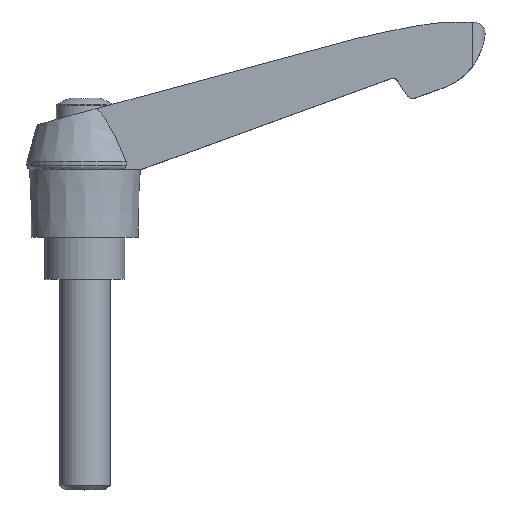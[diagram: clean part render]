
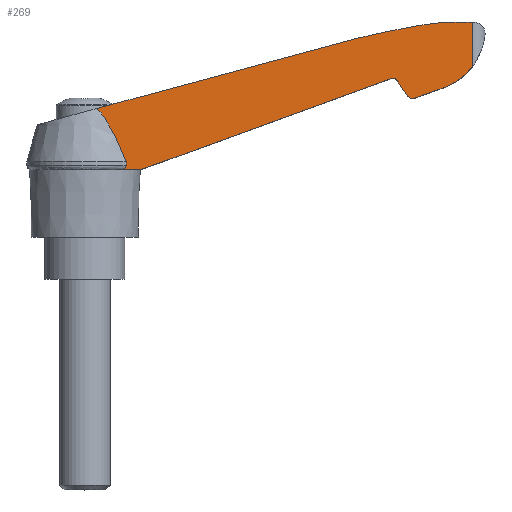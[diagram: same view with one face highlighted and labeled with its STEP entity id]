
A CAD part, top view. The second image highlights one B-rep face of the part: STEP entity #269.
In plain terms, the highlighted planar face has unit normal (0.037, 0, 0.999).
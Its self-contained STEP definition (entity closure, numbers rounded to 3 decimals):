
#269 = ADVANCED_FACE( '', ( #541 ), #542, .F. );
#541 = FACE_OUTER_BOUND( '', #805, .T. );
#542 = PLANE( '', #806 );
#805 = EDGE_LOOP( '', ( #1563, #1564, #1565, #1566, #1567, #1568, #1569, #1570, #1571, #1572, #1573, #1574, #1575, #1576, #1577 ) );
#806 = AXIS2_PLACEMENT_3D( '', #1578, #1579, #1580 );
#1563 = ORIENTED_EDGE( '', *, *, #1888, .F. );
#1564 = ORIENTED_EDGE( '', *, *, #1826, .T. );
#1565 = ORIENTED_EDGE( '', *, *, #1619, .F. );
#1566 = ORIENTED_EDGE( '', *, *, #1796, .F. );
#1567 = ORIENTED_EDGE( '', *, *, #1871, .T. );
#1568 = ORIENTED_EDGE( '', *, *, #1786, .F. );
#1569 = ORIENTED_EDGE( '', *, *, #1730, .F. );
#1570 = ORIENTED_EDGE( '', *, *, #1654, .F. );
#1571 = ORIENTED_EDGE( '', *, *, #1815, .F. );
#1572 = ORIENTED_EDGE( '', *, *, #1877, .F. );
#1573 = ORIENTED_EDGE( '', *, *, #1606, .F. );
#1574 = ORIENTED_EDGE( '', *, *, #1666, .F. );
#1575 = ORIENTED_EDGE( '', *, *, #1863, .F. );
#1576 = ORIENTED_EDGE( '', *, *, #1801, .F. );
#1577 = ORIENTED_EDGE( '', *, *, #1696, .F. );
#1578 = CARTESIAN_POINT( '', ( 0., 66., 10.001 ) );
#1579 = DIRECTION( '', ( -0.037, 0., -0.999 ) );
#1580 = DIRECTION( '', ( -0.999, 0., 0.037 ) );
#1606 = EDGE_CURVE( '', #1924, #1926, #1927, .T. );
#1619 = EDGE_CURVE( '', #1949, #1950, #1951, .T. );
#1654 = EDGE_CURVE( '', #2009, #2011, #2012, .T. );
#1666 = EDGE_CURVE( '', #2028, #1924, #2030, .T. );
#1696 = EDGE_CURVE( '', #2077, #2073, #2079, .T. );
#1730 = EDGE_CURVE( '', #2011, #2129, #2133, .T. );
#1786 = EDGE_CURVE( '', #2129, #2207, #2216, .T. );
#1796 = EDGE_CURVE( '', #2228, #1949, #2230, .T. );
#1801 = EDGE_CURVE( '', #2073, #2237, #2238, .T. );
#1815 = EDGE_CURVE( '', #2257, #2009, #2259, .T. );
#1826 = EDGE_CURVE( '', #2272, #1950, #2273, .T. );
#1863 = EDGE_CURVE( '', #2237, #2028, #2319, .T. );
#1871 = EDGE_CURVE( '', #2228, #2207, #2327, .T. );
#1877 = EDGE_CURVE( '', #1926, #2257, #2333, .T. );
#1888 = EDGE_CURVE( '', #2272, #2077, #2344, .T. );
#1924 = VERTEX_POINT( '', #2396 );
#1926 = VERTEX_POINT( '', #2399 );
#1927 = ELLIPSE( '', #2400, 53.036, 53. );
#1949 = VERTEX_POINT( '', #2430 );
#1950 = VERTEX_POINT( '', #2431 );
#1951 = LINE( '', #2432, #2433 );
#2009 = VERTEX_POINT( '', #2517 );
#2011 = VERTEX_POINT( '', #2520 );
#2012 = LINE( '', #2521, #2522 );
#2028 = VERTEX_POINT( '', #2544 );
#2030 = ELLIPSE( '', #2547, 50.034, 50. );
#2073 = VERTEX_POINT( '', #2638 );
#2077 = VERTEX_POINT( '', #2657 );
#2079 = B_SPLINE_CURVE_WITH_KNOTS( '', 3, ( #2659, #2660, #2661, #2662, #2663, #2664, #2665, #2666, #2667, #2668, #2669, #2670 ), .UNSPECIFIED., .F., .F., ( 4, 2, 2, 2, 2, 4 ), ( 0., 0.004, 0.007, 0.011, 0.013, 0.015 ), .UNSPECIFIED. );
#2129 = VERTEX_POINT( '', #2739 );
#2133 = ELLIPSE( '', #2744, 1.401, 1.4 );
#2207 = VERTEX_POINT( '', #2838 );
#2216 = LINE( '', #2850, #2851 );
#2228 = VERTEX_POINT( '', #2866 );
#2230 = LINE( '', #2869, #2870 );
#2237 = VERTEX_POINT( '', #2880 );
#2238 = LINE( '', #2881, #2882 );
#2257 = VERTEX_POINT( '', #2935 );
#2259 = ELLIPSE( '', #2954, 15.01, 15. );
#2272 = VERTEX_POINT( '', #2970 );
#2273 = B_SPLINE_CURVE_WITH_KNOTS( '', 3, ( #2971, #2972, #2973, #2974, #2975, #2976, #2977, #2978, #2979, #2980 ), .UNSPECIFIED., .F., .F., ( 4, 2, 2, 2, 4 ), ( 0., 0., 0.001, 0.001, 0.001 ), .UNSPECIFIED. );
#2319 = ELLIPSE( '', #3046, 198.134, 198. );
#2327 = ELLIPSE( '', #3057, 1.001, 1. );
#2333 = LINE( '', #3065, #3066 );
#2344 = LINE( '', #3078, #3079 );
#2396 = CARTESIAN_POINT( '', ( 86.8, 61., 6.802 ) );
#2399 = CARTESIAN_POINT( '', ( 92.014, 61.014, 6.61 ) );
#2400 = AXIS2_PLACEMENT_3D( '', #3110, #3111, #3112 );
#2430 = CARTESIAN_POINT( '', ( 13.3, 26., 9.511 ) );
#2431 = CARTESIAN_POINT( '', ( 8.937, 26., 9.672 ) );
#2432 = CARTESIAN_POINT( '', ( -0.138, 26., 10.006 ) );
#2433 = VECTOR( '', #3130, 1000. );
#2517 = CARTESIAN_POINT( '', ( 85.5, 45.584, 6.85 ) );
#2520 = CARTESIAN_POINT( '', ( 78.31, 42.967, 7.115 ) );
#2521 = CARTESIAN_POINT( '', ( 78.094, 42.889, 7.123 ) );
#2522 = VECTOR( '', #3173, 1000. );
#2544 = CARTESIAN_POINT( '', ( 81., 60.5, 7.016 ) );
#2547 = AXIS2_PLACEMENT_3D( '', #3187, #3188, #3189 );
#2638 = CARTESIAN_POINT( '', ( 2.857, 40.522, 9.896 ) );
#2657 = CARTESIAN_POINT( '', ( 9.805, 27.9, 9.64 ) );
#2659 = CARTESIAN_POINT( '', ( 9.805, 27.9, 9.64 ) );
#2660 = CARTESIAN_POINT( '', ( 9.358, 29.024, 9.656 ) );
#2661 = CARTESIAN_POINT( '', ( 8.897, 30.142, 9.673 ) );
#2662 = CARTESIAN_POINT( '', ( 7.932, 32.359, 9.709 ) );
#2663 = CARTESIAN_POINT( '', ( 7.427, 33.459, 9.727 ) );
#2664 = CARTESIAN_POINT( '', ( 6.346, 35.622, 9.767 ) );
#2665 = CARTESIAN_POINT( '', ( 5.77, 36.689, 9.789 ) );
#2666 = CARTESIAN_POINT( '', ( 4.799, 38.218, 9.824 ) );
#2667 = CARTESIAN_POINT( '', ( 4.457, 38.716, 9.837 ) );
#2668 = CARTESIAN_POINT( '', ( 3.71, 39.669, 9.865 ) );
#2669 = CARTESIAN_POINT( '', ( 3.309, 40.121, 9.879 ) );
#2670 = CARTESIAN_POINT( '', ( 2.857, 40.522, 9.896 ) );
#2739 = CARTESIAN_POINT( '', ( 76.684, 43.48, 7.175 ) );
#2744 = AXIS2_PLACEMENT_3D( '', #3254, #3255, #3256 );
#2838 = CARTESIAN_POINT( '', ( 74.005, 47.306, 7.274 ) );
#2850 = CARTESIAN_POINT( '', ( 73.926, 47.418, 7.277 ) );
#2851 = VECTOR( '', #3340, 1000. );
#2866 = CARTESIAN_POINT( '', ( 72.844, 47.672, 7.317 ) );
#2869 = CARTESIAN_POINT( '', ( 13.162, 25.95, 9.516 ) );
#2870 = VECTOR( '', #3351, 1000. );
#2880 = CARTESIAN_POINT( '', ( 64.3, 57.1, 7.631 ) );
#2881 = CARTESIAN_POINT( '', ( 64.09, 57.044, 7.639 ) );
#2882 = VECTOR( '', #3355, 1000. );
#2935 = CARTESIAN_POINT( '', ( 92.014, 50.509, 6.61 ) );
#2954 = AXIS2_PLACEMENT_3D( '', #3371, #3372, #3373 );
#2970 = CARTESIAN_POINT( '', ( 9.805, 27.006, 9.64 ) );
#2971 = CARTESIAN_POINT( '', ( 9.805, 27.006, 9.64 ) );
#2972 = CARTESIAN_POINT( '', ( 9.784, 26.892, 9.641 ) );
#2973 = CARTESIAN_POINT( '', ( 9.745, 26.785, 9.642 ) );
#2974 = CARTESIAN_POINT( '', ( 9.637, 26.582, 9.646 ) );
#2975 = CARTESIAN_POINT( '', ( 9.569, 26.488, 9.649 ) );
#2976 = CARTESIAN_POINT( '', ( 9.414, 26.319, 9.654 ) );
#2977 = CARTESIAN_POINT( '', ( 9.326, 26.243, 9.658 ) );
#2978 = CARTESIAN_POINT( '', ( 9.14, 26.109, 9.664 ) );
#2979 = CARTESIAN_POINT( '', ( 9.041, 26.051, 9.668 ) );
#2980 = CARTESIAN_POINT( '', ( 8.937, 26., 9.672 ) );
#3046 = AXIS2_PLACEMENT_3D( '', #3435, #3436, #3437 );
#3057 = AXIS2_PLACEMENT_3D( '', #3441, #3442, #3443 );
#3065 = CARTESIAN_POINT( '', ( 92.014, 66., 6.61 ) );
#3066 = VECTOR( '', #3446, 1000. );
#3078 = CARTESIAN_POINT( '', ( 9.805, 78.207, 9.64 ) );
#3079 = VECTOR( '', #3454, 1000. );
#3110 = CARTESIAN_POINT( '', ( 89.547, 8.071, 6.701 ) );
#3111 = DIRECTION( '', ( -0.037, 0., -0.999 ) );
#3112 = DIRECTION( '', ( 0.999, 0., -0.037 ) );
#3130 = DIRECTION( '', ( -0.999, 0., 0.037 ) );
#3173 = DIRECTION( '', ( -0.939, -0.342, 0.035 ) );
#3187 = CARTESIAN_POINT( '', ( 88.187, 11.019, 6.751 ) );
#3188 = DIRECTION( '', ( -0.037, 0., -0.999 ) );
#3189 = DIRECTION( '', ( 0.999, 0., -0.037 ) );
#3254 = CARTESIAN_POINT( '', ( 77.831, 44.283, 7.133 ) );
#3255 = DIRECTION( '', ( -0.037, 0., -0.999 ) );
#3256 = DIRECTION( '', ( 0.999, 0., -0.037 ) );
#3340 = DIRECTION( '', ( -0.573, 0.819, 0.021 ) );
#3351 = DIRECTION( '', ( -0.939, -0.342, 0.035 ) );
#3355 = DIRECTION( '', ( 0.965, 0.26, -0.036 ) );
#3371 = CARTESIAN_POINT( '', ( 80.053, 59.56, 7.051 ) );
#3372 = DIRECTION( '', ( -0.037, 0., -0.999 ) );
#3373 = DIRECTION( '', ( 0.999, 0., -0.037 ) );
#3435 = CARTESIAN_POINT( '', ( 112.109, -135.041, 5.869 ) );
#3436 = DIRECTION( '', ( -0.037, 0., -0.999 ) );
#3437 = DIRECTION( '', ( 0.999, 0., -0.037 ) );
#3441 = CARTESIAN_POINT( '', ( 73.186, 46.732, 7.304 ) );
#3442 = DIRECTION( '', ( -0.037, 0., -0.999 ) );
#3443 = DIRECTION( '', ( 0.999, 0., -0.037 ) );
#3446 = DIRECTION( '', ( 0., -1., 0. ) );
#3454 = DIRECTION( '', ( 0., 1., 0. ) );
